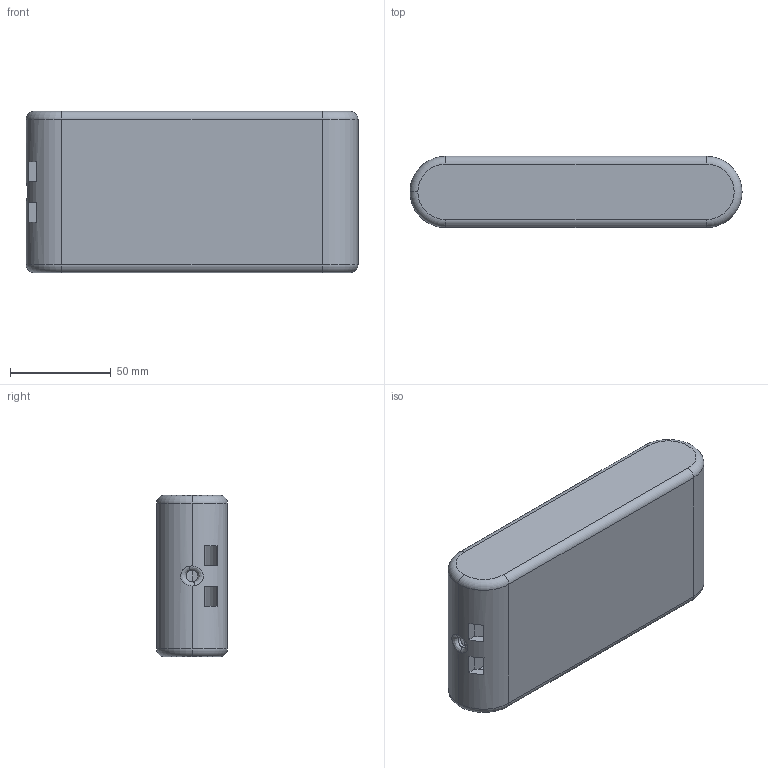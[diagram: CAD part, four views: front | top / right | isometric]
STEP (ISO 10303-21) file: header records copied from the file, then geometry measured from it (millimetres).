
FILE_DESCRIPTION (( 'STEP AP214' ), '1' );
FILE_NAME ('full model.STEP', '2023-12-26T21:12:39', ( '' ), ( '' ), 'SwSTEP 2.0', 'SolidWorks 2023', '' );
FILE_SCHEMA (( 'AUTOMOTIVE_DESIGN' ));
Length unit declared in the file: millimetre
Products named in the file (1): full model
Bounding box: 164.75 x 35.25 x 80 mm (x, y, z)
Volume: 151383.3 mm3; surface area: 79448 mm2
Topology: 1 solids, 1 shells, 88 faces, 247 edges, 160 vertices
Faces by surface type: plane 64, cylinder 16, torus 6, bspline 2
Entity records: 3304 total; most frequent: CARTESIAN_POINT 971, ORIENTED_EDGE 494, DIRECTION 471, EDGE_CURVE 247, VECTOR 175, LINE 175, VERTEX_POINT 160, AXIS2_PLACEMENT_3D 148
